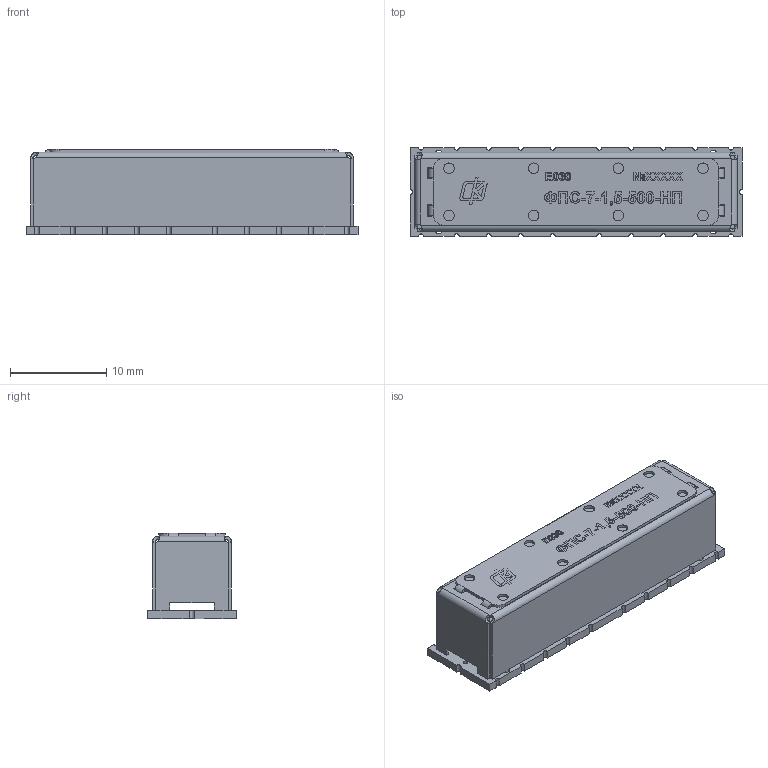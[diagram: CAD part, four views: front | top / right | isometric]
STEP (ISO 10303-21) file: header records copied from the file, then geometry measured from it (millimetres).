
FILE_DESCRIPTION(('STEP AP203'), '1');
FILE_NAME('ÍØÁÀ.468824.052-03_Ôèëüòð ÔÏÑ-7-1,5-500-ÍÏ', '', ('UNSPECIFIED'), ('UNSPECIFIED'), 'ASCON STEP Converter 1.6', 'ASCON Math Kernel', '');
FILE_SCHEMA(('CONFIG_CONTROL_DESIGN'));
Length unit declared in the file: millimetre
Products named in the file (1): НШБА.468824.052-03_Фильтр ФПС-7-1,5-500-НП
Bounding box: 34.5 x 9.2 x 8.87 mm (x, y, z)
Volume: 550.3 mm3; surface area: 2731.9 mm2
Topology: 3 solids, 3 shells, 631 faces, 1691 edges, 1106 vertices
Faces by surface type: plane 405, bspline 123, cylinder 103
Full cylindrical faces by diameter (mm): 0.5 x26, 0.8 x4, 1.1 x8
Entity records: 37173 total; most frequent: CARTESIAN_POINT 17168, ORIENTED_EDGE 3306, DIRECTION 2511, EDGE_CURVE 1653, LINE 1113, VECTOR 1113, VERTEX_POINT 1106, EDGE_LOOP 795
